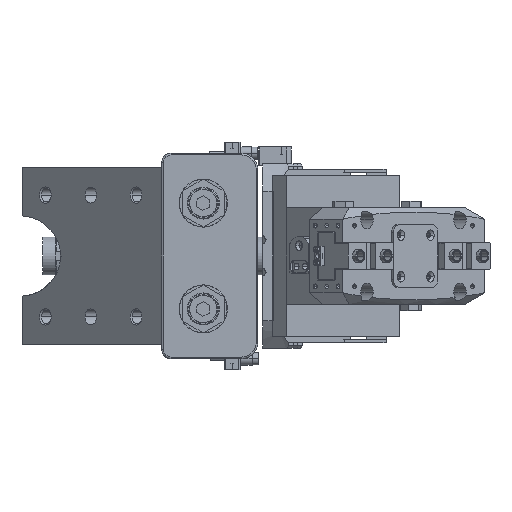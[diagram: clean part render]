
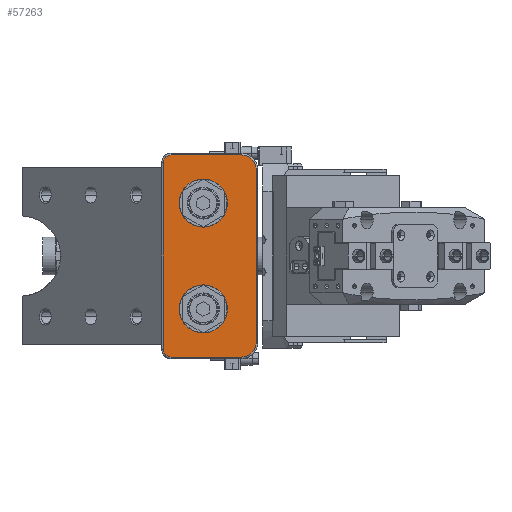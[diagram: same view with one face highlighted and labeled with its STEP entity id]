
A CAD part, left-side view. The second image highlights one B-rep face of the part: STEP entity #57263.
In plain terms, the highlighted face is planar.
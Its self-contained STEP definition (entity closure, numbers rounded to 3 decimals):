
#749 = FACE_BOUND ( 'NONE', #67870, .T. ) ;
#1662 = ORIENTED_EDGE ( 'NONE', *, *, #23981, .T. ) ;
#1877 = DIRECTION ( 'NONE',  ( 0., -1., 0. ) ) ;
#2615 = DIRECTION ( 'NONE',  ( 0., 0., -1. ) ) ;
#3593 = VECTOR ( 'NONE', #87861, 1000. ) ;
#3776 = CIRCLE ( 'NONE', #59182, 9. ) ;
#3976 = EDGE_CURVE ( 'NONE', #77869, #57321, #39373, .T. ) ;
#4912 = ORIENTED_EDGE ( 'NONE', *, *, #33721, .F. ) ;
#6692 = CARTESIAN_POINT ( 'NONE',  ( 58., 0., 29. ) ) ;
#8462 = ORIENTED_EDGE ( 'NONE', *, *, #84104, .T. ) ;
#9144 = DIRECTION ( 'NONE',  ( 0., -1., 0. ) ) ;
#10970 = DIRECTION ( 'NONE',  ( 0., 0., -1. ) ) ;
#11023 = DIRECTION ( 'NONE',  ( 0., 0., -1. ) ) ;
#11476 = AXIS2_PLACEMENT_3D ( 'NONE', #84773, #50624, #10970 ) ;
#12400 = CARTESIAN_POINT ( 'NONE',  ( 54., 0., -29. ) ) ;
#13503 = EDGE_CURVE ( 'NONE', #65300, #77869, #35841, .T. ) ;
#13801 = ORIENTED_EDGE ( 'NONE', *, *, #22544, .T. ) ;
#13925 = VECTOR ( 'NONE', #39793, 1000. ) ;
#14887 = CARTESIAN_POINT ( 'NONE',  ( 58., 0., 24. ) ) ;
#16669 = FACE_BOUND ( 'NONE', #78918, .T. ) ;
#17968 = CARTESIAN_POINT ( 'NONE',  ( 0., 0., 0. ) ) ;
#18184 = CIRCLE ( 'NONE', #50453, 9.25 ) ;
#18391 = VECTOR ( 'NONE', #23177, 1000. ) ;
#19133 = CARTESIAN_POINT ( 'NONE',  ( -58., 0., 29. ) ) ;
#19187 = EDGE_CURVE ( 'NONE', #24658, #82473, #27652, .T. ) ;
#19623 = CARTESIAN_POINT ( 'NONE',  ( -58., 0., 29. ) ) ;
#19804 = FACE_OUTER_BOUND ( 'NONE', #55282, .T. ) ;
#19857 = AXIS2_PLACEMENT_3D ( 'NONE', #17968, #52000, #31878 ) ;
#20935 = AXIS2_PLACEMENT_3D ( 'NONE', #42163, #1877, #49220 ) ;
#22544 = EDGE_CURVE ( 'NONE', #57321, #53041, #62122, .T. ) ;
#22703 = VERTEX_POINT ( 'NONE', #57167 ) ;
#23177 = DIRECTION ( 'NONE',  ( 0., 0., 1. ) ) ;
#23981 = EDGE_CURVE ( 'NONE', #49718, #65300, #83118, .T. ) ;
#24658 = VERTEX_POINT ( 'NONE', #39678 ) ;
#25986 = ORIENTED_EDGE ( 'NONE', *, *, #13503, .T. ) ;
#27047 = CARTESIAN_POINT ( 'NONE',  ( -63., 0., -20. ) ) ;
#27560 = DIRECTION ( 'NONE',  ( 0., -1., 0. ) ) ;
#27652 = CIRCLE ( 'NONE', #20935, 9.25 ) ;
#27806 = ORIENTED_EDGE ( 'NONE', *, *, #3976, .T. ) ;
#29159 = DIRECTION ( 'NONE',  ( 0., 0., -1. ) ) ;
#31127 = EDGE_CURVE ( 'NONE', #31456, #49718, #38748, .T. ) ;
#31456 = VERTEX_POINT ( 'NONE', #12400 ) ;
#31878 = DIRECTION ( 'NONE',  ( 0., 0., -1. ) ) ;
#32035 = DIRECTION ( 'NONE',  ( 0., -1., 0. ) ) ;
#33475 = VERTEX_POINT ( 'NONE', #79340 ) ;
#33721 = EDGE_CURVE ( 'NONE', #33475, #22703, #18184, .T. ) ;
#34792 = EDGE_CURVE ( 'NONE', #22703, #33475, #79679, .T. ) ;
#35401 = DIRECTION ( 'NONE',  ( 0., -1., 0. ) ) ;
#35841 = CIRCLE ( 'NONE', #80306, 5. ) ;
#38748 = CIRCLE ( 'NONE', #69069, 9. ) ;
#39373 = LINE ( 'NONE', #19623, #13925 ) ;
#39678 = CARTESIAN_POINT ( 'NONE',  ( 33., 0., 13.25 ) ) ;
#39793 = DIRECTION ( 'NONE',  ( -1., 0., 0. ) ) ;
#39924 = ORIENTED_EDGE ( 'NONE', *, *, #34792, .F. ) ;
#40496 = ORIENTED_EDGE ( 'NONE', *, *, #64823, .T. ) ;
#41804 = CARTESIAN_POINT ( 'NONE',  ( -63., 0., 24. ) ) ;
#42163 = CARTESIAN_POINT ( 'NONE',  ( 33., 0., 4. ) ) ;
#45197 = PLANE ( 'NONE',  #19857 ) ;
#45668 = CARTESIAN_POINT ( 'NONE',  ( -54., 0., -29. ) ) ;
#46981 = LINE ( 'NONE', #80444, #3593 ) ;
#49220 = DIRECTION ( 'NONE',  ( 0., 0., -1. ) ) ;
#49718 = VERTEX_POINT ( 'NONE', #87856 ) ;
#50453 = AXIS2_PLACEMENT_3D ( 'NONE', #69797, #35401, #29159 ) ;
#50624 = DIRECTION ( 'NONE',  ( 0., -1., 0. ) ) ;
#50872 = DIRECTION ( 'NONE',  ( 0., 0., -1. ) ) ;
#51086 = CIRCLE ( 'NONE', #67402, 9.25 ) ;
#52000 = DIRECTION ( 'NONE',  ( 0., -1., 0. ) ) ;
#52966 = EDGE_CURVE ( 'NONE', #82473, #24658, #51086, .T. ) ;
#53041 = VERTEX_POINT ( 'NONE', #41804 ) ;
#55282 = EDGE_LOOP ( 'NONE', ( #27806, #13801, #72388, #8462, #40496, #82448, #1662, #25986 ) ) ;
#56028 = DIRECTION ( 'NONE',  ( 0., -1., 0. ) ) ;
#57167 = CARTESIAN_POINT ( 'NONE',  ( -33., 0., 13.25 ) ) ;
#57263 = ADVANCED_FACE ( 'NONE', ( #19804, #749, #16669 ), #45197, .T. ) ;
#57321 = VERTEX_POINT ( 'NONE', #19133 ) ;
#59182 = AXIS2_PLACEMENT_3D ( 'NONE', #65583, #32035, #11023 ) ;
#61126 = DIRECTION ( 'NONE',  ( 0., 0., -1. ) ) ;
#61419 = CARTESIAN_POINT ( 'NONE',  ( 33., 0., 4. ) ) ;
#62122 = CIRCLE ( 'NONE', #11476, 5. ) ;
#62891 = DIRECTION ( 'NONE',  ( 0., 0., -1. ) ) ;
#63481 = EDGE_CURVE ( 'NONE', #53041, #64866, #63565, .T. ) ;
#63565 = LINE ( 'NONE', #74147, #65718 ) ;
#64098 = CARTESIAN_POINT ( 'NONE',  ( 63., 0., 24. ) ) ;
#64823 = EDGE_CURVE ( 'NONE', #75196, #31456, #46981, .T. ) ;
#64866 = VERTEX_POINT ( 'NONE', #27047 ) ;
#65300 = VERTEX_POINT ( 'NONE', #66155 ) ;
#65583 = CARTESIAN_POINT ( 'NONE',  ( -54., 0., -20. ) ) ;
#65718 = VECTOR ( 'NONE', #61126, 1000. ) ;
#65742 = ORIENTED_EDGE ( 'NONE', *, *, #19187, .F. ) ;
#66155 = CARTESIAN_POINT ( 'NONE',  ( 63., 0., 24. ) ) ;
#67402 = AXIS2_PLACEMENT_3D ( 'NONE', #61419, #27560, #82405 ) ;
#67870 = EDGE_LOOP ( 'NONE', ( #73683, #65742 ) ) ;
#69069 = AXIS2_PLACEMENT_3D ( 'NONE', #82618, #83214, #50872 ) ;
#69797 = CARTESIAN_POINT ( 'NONE',  ( -33., 0., 4. ) ) ;
#70162 = CARTESIAN_POINT ( 'NONE',  ( -33., 0., 4. ) ) ;
#72388 = ORIENTED_EDGE ( 'NONE', *, *, #63481, .T. ) ;
#73683 = ORIENTED_EDGE ( 'NONE', *, *, #52966, .F. ) ;
#74147 = CARTESIAN_POINT ( 'NONE',  ( -63., 0., 0. ) ) ;
#75196 = VERTEX_POINT ( 'NONE', #45668 ) ;
#77869 = VERTEX_POINT ( 'NONE', #6692 ) ;
#78918 = EDGE_LOOP ( 'NONE', ( #4912, #39924 ) ) ;
#79340 = CARTESIAN_POINT ( 'NONE',  ( -33., 0., -5.25 ) ) ;
#79679 = CIRCLE ( 'NONE', #83502, 9.25 ) ;
#80306 = AXIS2_PLACEMENT_3D ( 'NONE', #14887, #56028, #62891 ) ;
#80444 = CARTESIAN_POINT ( 'NONE',  ( 0., 0., -29. ) ) ;
#82405 = DIRECTION ( 'NONE',  ( 0., 0., -1. ) ) ;
#82448 = ORIENTED_EDGE ( 'NONE', *, *, #31127, .T. ) ;
#82473 = VERTEX_POINT ( 'NONE', #87788 ) ;
#82618 = CARTESIAN_POINT ( 'NONE',  ( 54., 0., -20. ) ) ;
#83118 = LINE ( 'NONE', #64098, #18391 ) ;
#83214 = DIRECTION ( 'NONE',  ( 0., -1., 0. ) ) ;
#83502 = AXIS2_PLACEMENT_3D ( 'NONE', #70162, #9144, #2615 ) ;
#84104 = EDGE_CURVE ( 'NONE', #64866, #75196, #3776, .T. ) ;
#84773 = CARTESIAN_POINT ( 'NONE',  ( -58., 0., 24. ) ) ;
#87788 = CARTESIAN_POINT ( 'NONE',  ( 33., 0., -5.25 ) ) ;
#87856 = CARTESIAN_POINT ( 'NONE',  ( 63., 0., -20. ) ) ;
#87861 = DIRECTION ( 'NONE',  ( 1., 0., 0. ) ) ;
